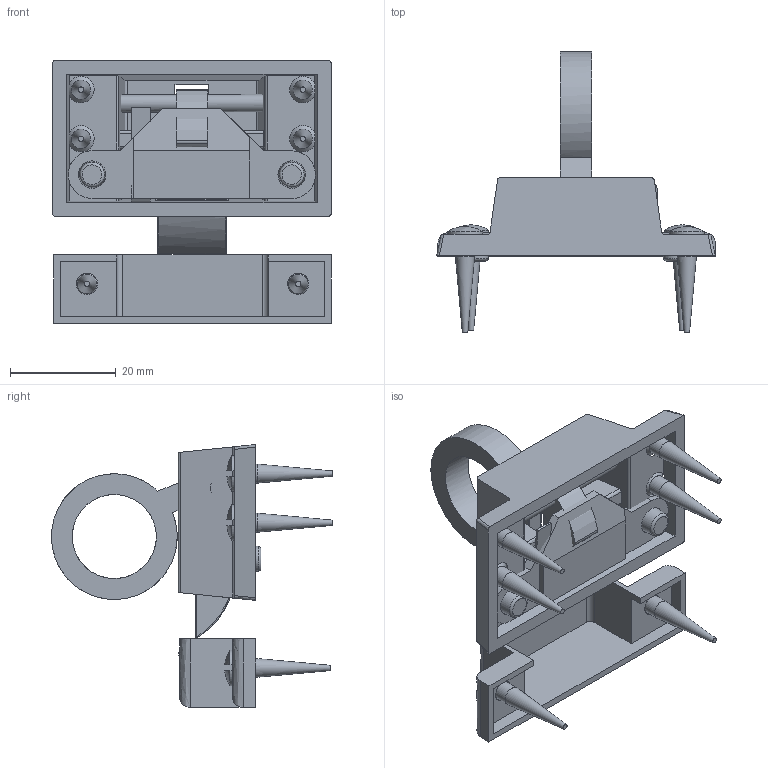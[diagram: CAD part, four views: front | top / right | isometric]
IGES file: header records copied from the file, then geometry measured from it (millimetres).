
Global section: file name: P1972-A; native system: Autodesk Inventor 2018; preprocessor: unknown; author: ashami; date: 20180914.082536; units: millimetre
Bounding box: 52.74 x 53.2 x 49.77 mm (x, y, z)
Volume: 13855.9 mm3; surface area: 15233.9 mm2
Topology: 13 solids, 13 shells, 355 faces, 923 edges, 572 vertices
Faces by surface type: bspline 355
